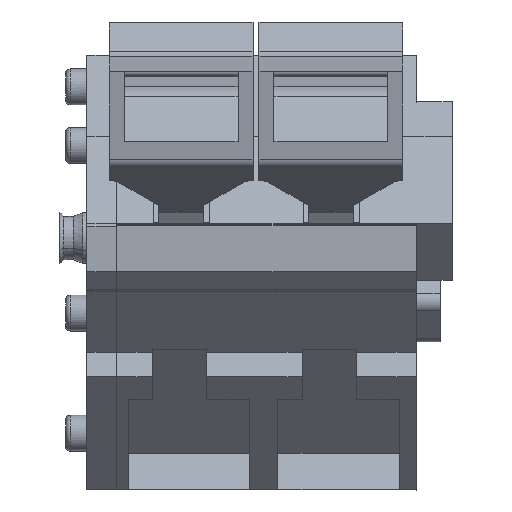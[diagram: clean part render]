
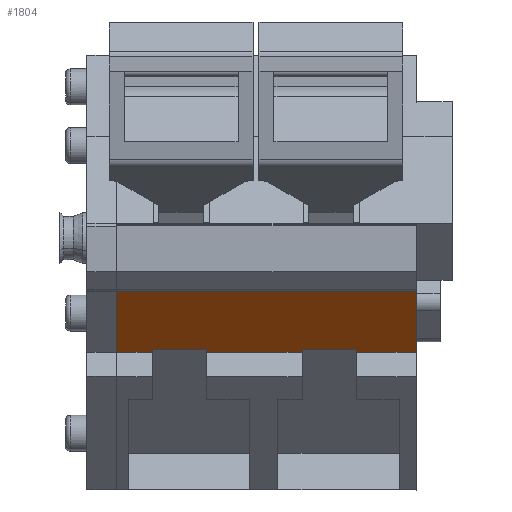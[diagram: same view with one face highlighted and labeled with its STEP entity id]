
A CAD part, top view. The second image highlights one B-rep face of the part: STEP entity #1804.
In plain terms, the highlighted planar face has unit normal (0, -0.707, 0.707).
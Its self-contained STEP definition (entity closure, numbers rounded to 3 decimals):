
#1729=AXIS2_PLACEMENT_3D('Plane Axis2P3D',#1726,#1727,#1728) ;
#471=CARTESIAN_POINT('Vertex',(1.9,4.588,13.954)) ;
#474=CARTESIAN_POINT('Line Origine',(1.9,5.637,15.003)) ;
#478=CARTESIAN_POINT('Vertex',(1.9,6.686,16.052)) ;
#838=CARTESIAN_POINT('Vertex',(11.9,6.686,16.052)) ;
#841=CARTESIAN_POINT('Line Origine',(11.9,5.637,15.003)) ;
#845=CARTESIAN_POINT('Vertex',(11.9,4.588,13.954)) ;
#1710=CARTESIAN_POINT('Vertex',(3.088,4.588,13.954)) ;
#1713=CARTESIAN_POINT('Line Origine',(2.494,4.588,13.954)) ;
#1726=CARTESIAN_POINT('Axis2P3D Location',(4.05,6.686,16.052)) ;
#1731=CARTESIAN_POINT('Line Origine',(3.088,4.629,13.995)) ;
#1735=CARTESIAN_POINT('Vertex',(3.088,4.671,14.037)) ;
#1738=CARTESIAN_POINT('Line Origine',(3.994,4.671,14.037)) ;
#1742=CARTESIAN_POINT('Vertex',(4.9,4.671,14.037)) ;
#1745=CARTESIAN_POINT('Line Origine',(4.9,4.629,13.995)) ;
#1749=CARTESIAN_POINT('Vertex',(4.9,4.588,13.954)) ;
#1752=CARTESIAN_POINT('Line Origine',(6.494,4.588,13.954)) ;
#1756=CARTESIAN_POINT('Vertex',(8.088,4.588,13.954)) ;
#1759=CARTESIAN_POINT('Line Origine',(8.088,4.629,13.995)) ;
#1763=CARTESIAN_POINT('Vertex',(8.088,4.671,14.037)) ;
#1766=CARTESIAN_POINT('Line Origine',(8.994,4.671,14.037)) ;
#1770=CARTESIAN_POINT('Vertex',(9.9,4.671,14.037)) ;
#1773=CARTESIAN_POINT('Line Origine',(9.9,4.629,13.995)) ;
#1777=CARTESIAN_POINT('Vertex',(9.9,4.588,13.954)) ;
#1780=CARTESIAN_POINT('Line Origine',(10.9,4.588,13.954)) ;
#1785=CARTESIAN_POINT('Line Origine',(6.9,6.686,16.052)) ;
#475=DIRECTION('Vector Direction',(0.,-0.707,-0.707)) ;
#842=DIRECTION('Vector Direction',(0.,-0.707,-0.707)) ;
#1714=DIRECTION('Vector Direction',(-1.,0.,0.)) ;
#1727=DIRECTION('Axis2P3D Direction',(0.,0.707,-0.707)) ;
#1728=DIRECTION('Axis2P3D XDirection',(0.,-0.707,-0.707)) ;
#1732=DIRECTION('Vector Direction',(0.,0.707,0.707)) ;
#1739=DIRECTION('Vector Direction',(1.,0.,0.)) ;
#1746=DIRECTION('Vector Direction',(0.,0.707,0.707)) ;
#1753=DIRECTION('Vector Direction',(-1.,0.,0.)) ;
#1760=DIRECTION('Vector Direction',(0.,0.707,0.707)) ;
#1767=DIRECTION('Vector Direction',(1.,0.,0.)) ;
#1774=DIRECTION('Vector Direction',(0.,0.707,0.707)) ;
#1781=DIRECTION('Vector Direction',(-1.,0.,0.)) ;
#1786=DIRECTION('Vector Direction',(-1.,0.,0.)) ;
#476=VECTOR('Line Direction',#475,1.) ;
#843=VECTOR('Line Direction',#842,1.) ;
#1715=VECTOR('Line Direction',#1714,1.) ;
#1733=VECTOR('Line Direction',#1732,1.) ;
#1740=VECTOR('Line Direction',#1739,1.) ;
#1747=VECTOR('Line Direction',#1746,1.) ;
#1754=VECTOR('Line Direction',#1753,1.) ;
#1761=VECTOR('Line Direction',#1760,1.) ;
#1768=VECTOR('Line Direction',#1767,1.) ;
#1775=VECTOR('Line Direction',#1774,1.) ;
#1782=VECTOR('Line Direction',#1781,1.) ;
#1787=VECTOR('Line Direction',#1786,1.) ;
#1791=ORIENTED_EDGE('',*,*,#1737,.T.) ;
#1792=ORIENTED_EDGE('',*,*,#1744,.T.) ;
#1793=ORIENTED_EDGE('',*,*,#1751,.F.) ;
#1794=ORIENTED_EDGE('',*,*,#1758,.F.) ;
#1795=ORIENTED_EDGE('',*,*,#1765,.T.) ;
#1796=ORIENTED_EDGE('',*,*,#1772,.T.) ;
#1797=ORIENTED_EDGE('',*,*,#1779,.F.) ;
#1798=ORIENTED_EDGE('',*,*,#1784,.F.) ;
#1799=ORIENTED_EDGE('',*,*,#847,.T.) ;
#1800=ORIENTED_EDGE('',*,*,#1789,.T.) ;
#1801=ORIENTED_EDGE('',*,*,#480,.F.) ;
#1802=ORIENTED_EDGE('',*,*,#1717,.F.) ;
#1804=ADVANCED_FACE('Housing\\LMZF500-housing',(#1803),#1730,.F.) ;
#480=EDGE_CURVE('',#472,#479,#477,.F.) ;
#847=EDGE_CURVE('',#846,#839,#844,.F.) ;
#1717=EDGE_CURVE('',#1711,#472,#1716,.T.) ;
#1737=EDGE_CURVE('',#1711,#1736,#1734,.T.) ;
#1744=EDGE_CURVE('',#1736,#1743,#1741,.T.) ;
#1751=EDGE_CURVE('',#1750,#1743,#1748,.T.) ;
#1758=EDGE_CURVE('',#1757,#1750,#1755,.T.) ;
#1765=EDGE_CURVE('',#1757,#1764,#1762,.T.) ;
#1772=EDGE_CURVE('',#1764,#1771,#1769,.T.) ;
#1779=EDGE_CURVE('',#1778,#1771,#1776,.T.) ;
#1784=EDGE_CURVE('',#846,#1778,#1783,.T.) ;
#1789=EDGE_CURVE('',#839,#479,#1788,.T.) ;
#1790=EDGE_LOOP('',(#1791,#1792,#1793,#1794,#1795,#1796,#1797,#1798,#1799,#1800,#1801,#1802)) ;
#1803=FACE_OUTER_BOUND('',#1790,.T.) ;
#477=LINE('Line',#474,#476) ;
#844=LINE('Line',#841,#843) ;
#1716=LINE('Line',#1713,#1715) ;
#1734=LINE('Line',#1731,#1733) ;
#1741=LINE('Line',#1738,#1740) ;
#1748=LINE('Line',#1745,#1747) ;
#1755=LINE('Line',#1752,#1754) ;
#1762=LINE('Line',#1759,#1761) ;
#1769=LINE('Line',#1766,#1768) ;
#1776=LINE('Line',#1773,#1775) ;
#1783=LINE('Line',#1780,#1782) ;
#1788=LINE('Line',#1785,#1787) ;
#1730=PLANE('',#1729) ;
#472=VERTEX_POINT('',#471) ;
#479=VERTEX_POINT('',#478) ;
#839=VERTEX_POINT('',#838) ;
#846=VERTEX_POINT('',#845) ;
#1711=VERTEX_POINT('',#1710) ;
#1736=VERTEX_POINT('',#1735) ;
#1743=VERTEX_POINT('',#1742) ;
#1750=VERTEX_POINT('',#1749) ;
#1757=VERTEX_POINT('',#1756) ;
#1764=VERTEX_POINT('',#1763) ;
#1771=VERTEX_POINT('',#1770) ;
#1778=VERTEX_POINT('',#1777) ;
